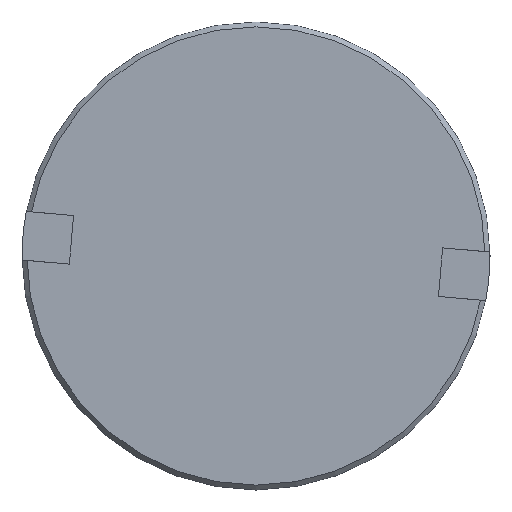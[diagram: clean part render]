
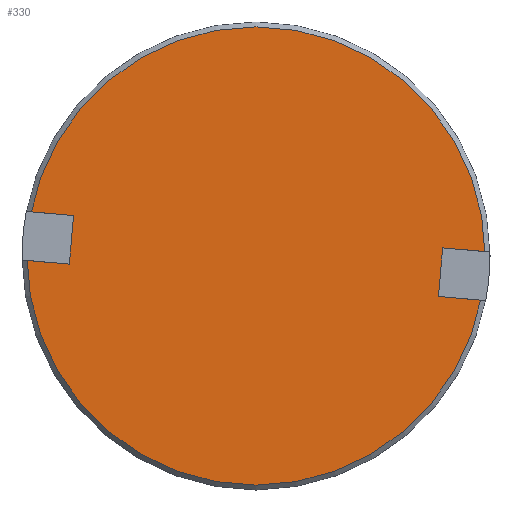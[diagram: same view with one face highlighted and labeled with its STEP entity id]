
A CAD part, front view. The second image highlights one B-rep face of the part: STEP entity #330.
In plain terms, the highlighted planar face has unit normal (0, -1, 0).
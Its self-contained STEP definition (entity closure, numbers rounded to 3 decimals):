
#19=FACE_BOUND('',#61,.T.);
#20=FACE_BOUND('',#62,.T.);
#21=PLANE('',#367);
#40=FACE_OUTER_BOUND('',#60,.T.);
#60=EDGE_LOOP('',(#239));
#61=EDGE_LOOP('',(#240,#241,#242,#243));
#62=EDGE_LOOP('',(#244,#245,#246,#247));
#82=LINE('',#507,#112);
#83=LINE('',#511,#113);
#84=LINE('',#512,#114);
#85=LINE('',#517,#115);
#86=LINE('',#519,#116);
#87=LINE('',#520,#117);
#112=VECTOR('',#411,10.);
#113=VECTOR('',#414,10.);
#114=VECTOR('',#415,10.);
#115=VECTOR('',#418,10.);
#116=VECTOR('',#419,10.);
#117=VECTOR('',#420,10.);
#141=CIRCLE('',#364,23.5);
#143=CIRCLE('',#368,23.);
#144=CIRCLE('',#369,23.);
#154=VERTEX_POINT('',#497);
#156=VERTEX_POINT('',#505);
#157=VERTEX_POINT('',#506);
#158=VERTEX_POINT('',#508);
#159=VERTEX_POINT('',#510);
#160=VERTEX_POINT('',#513);
#161=VERTEX_POINT('',#514);
#162=VERTEX_POINT('',#516);
#163=VERTEX_POINT('',#518);
#186=EDGE_CURVE('',#154,#154,#141,.T.);
#189=EDGE_CURVE('',#156,#157,#82,.T.);
#190=EDGE_CURVE('',#157,#158,#143,.T.);
#191=EDGE_CURVE('',#158,#159,#83,.T.);
#192=EDGE_CURVE('',#159,#156,#84,.T.);
#193=EDGE_CURVE('',#160,#161,#144,.T.);
#194=EDGE_CURVE('',#161,#162,#85,.T.);
#195=EDGE_CURVE('',#162,#163,#86,.T.);
#196=EDGE_CURVE('',#163,#160,#87,.T.);
#239=ORIENTED_EDGE('',*,*,#186,.F.);
#240=ORIENTED_EDGE('',*,*,#189,.T.);
#241=ORIENTED_EDGE('',*,*,#190,.T.);
#242=ORIENTED_EDGE('',*,*,#191,.T.);
#243=ORIENTED_EDGE('',*,*,#192,.T.);
#244=ORIENTED_EDGE('',*,*,#193,.T.);
#245=ORIENTED_EDGE('',*,*,#194,.T.);
#246=ORIENTED_EDGE('',*,*,#195,.T.);
#247=ORIENTED_EDGE('',*,*,#196,.T.);
#330=ADVANCED_FACE('',(#40,#19,#20),#21,.F.);
#364=AXIS2_PLACEMENT_3D('',#499,#402,#403);
#367=AXIS2_PLACEMENT_3D('',#504,#409,#410);
#368=AXIS2_PLACEMENT_3D('',#509,#412,#413);
#369=AXIS2_PLACEMENT_3D('',#515,#416,#417);
#402=DIRECTION('center_axis',(0.,1.,0.));
#403=DIRECTION('ref_axis',(1.,0.,0.));
#409=DIRECTION('center_axis',(0.,1.,0.));
#410=DIRECTION('ref_axis',(1.,0.,0.));
#411=DIRECTION('',(0.996,0.,-0.087));
#412=DIRECTION('center_axis',(0.,1.,0.));
#413=DIRECTION('ref_axis',(1.,0.,0.));
#414=DIRECTION('',(-0.996,0.,0.087));
#415=DIRECTION('',(0.087,0.,0.996));
#416=DIRECTION('center_axis',(0.,1.,0.));
#417=DIRECTION('ref_axis',(1.,0.,0.));
#418=DIRECTION('',(0.996,0.,-0.087));
#419=DIRECTION('',(-0.087,0.,-0.996));
#420=DIRECTION('',(-0.996,0.,0.087));
#497=CARTESIAN_POINT('',(-23.5,0.,0.));
#499=CARTESIAN_POINT('Origin',(0.,0.,0.));
#504=CARTESIAN_POINT('Origin',(0.,0.,0.));
#505=CARTESIAN_POINT('',(19.146,0.,0.835));
#506=CARTESIAN_POINT('',(22.995,0.,0.498));
#507=CARTESIAN_POINT('',(11.606,0.,1.494));
#508=CARTESIAN_POINT('',(22.559,0.,-4.483));
#509=CARTESIAN_POINT('Origin',(0.,0.,0.));
#510=CARTESIAN_POINT('',(18.71,0.,-4.146));
#511=CARTESIAN_POINT('',(9.246,0.,-3.318));
#512=CARTESIAN_POINT('',(19.037,0.,-0.411));
#513=CARTESIAN_POINT('',(-22.995,0.,-0.498));
#514=CARTESIAN_POINT('',(-22.559,0.,4.483));
#515=CARTESIAN_POINT('Origin',(0.,0.,0.));
#516=CARTESIAN_POINT('',(-18.71,0.,4.146));
#517=CARTESIAN_POINT('',(-9.246,0.,3.318));
#518=CARTESIAN_POINT('',(-19.146,0.,-0.835));
#519=CARTESIAN_POINT('',(-19.037,0.,0.411));
#520=CARTESIAN_POINT('',(-11.606,0.,-1.494));
